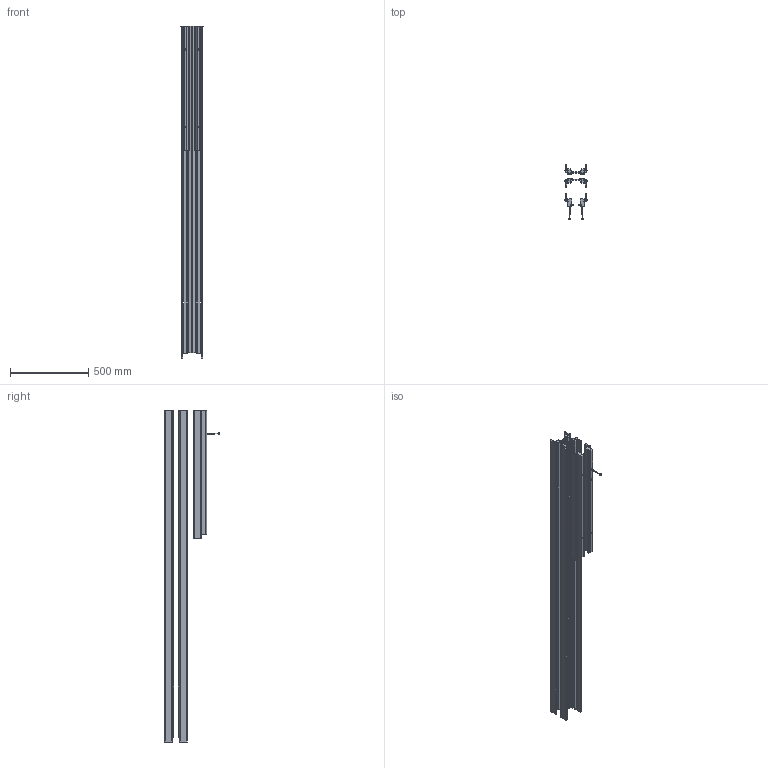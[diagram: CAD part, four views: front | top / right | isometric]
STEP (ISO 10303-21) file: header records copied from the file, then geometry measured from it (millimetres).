
FILE_DESCRIPTION(/* description */ (''),/* implementation_level */ '2;1');
FILE_NAME(/* name */ 'SAF-INSIDECO469F.stp',/* time_stamp */ '2019-08-06T07:57:57+02:00',/* author */ ('Marc'),/* organization */ (''),/* preprocessor_version */ 'ST-DEVELOPER v17.2',/* originating_system */ 'Autodesk Inventor 2019',/* authorisation */ '');
FILE_SCHEMA (('AUTOMOTIVE_DESIGN { 1 0 10303 214 3 1 1 }'));
Length unit declared in the file: millimetre
Products named in the file (10): SAF-INSIDE789F; entretoise; Habillage entretoise; brosse sapin L0.8; 21791; 21792; baguette; brosse sapin 16mm; Habillage vertical; 21793
Assembly tree (28 placements, depth 2):
  SAF-INSIDE789F
    baguette  x4
    entretoise  x2
    Habillage vertical  x4
    Habillage entretoise  x2
    brosse sapin 16mm  x4
    brosse sapin L0.8  x2
    21791  x2
    21792  x2
    21793  x6
Bounding box: 146 x 352.23 x 2121.18 mm (x, y, z)
Volume: 12513342.2 mm3; surface area: 3476115.3 mm2
Topology: 28 solids, 28 shells, 680 faces, 1896 edges, 1266 vertices
Faces by surface type: plane 448, cylinder 182, bspline 28, cone 12, torus 8, sphere 2
Full cylindrical faces by diameter (mm): 1.5 x6, 3.55 x50, 5.1 x4, 11.7 x2
Entity records: 12086 total; most frequent: CARTESIAN_POINT 4995, ORIENTED_EDGE 1454, DIRECTION 1308, EDGE_CURVE 727, VERTEX_POINT 487, LINE 482, VECTOR 482, AXIS2_PLACEMENT_3D 413
